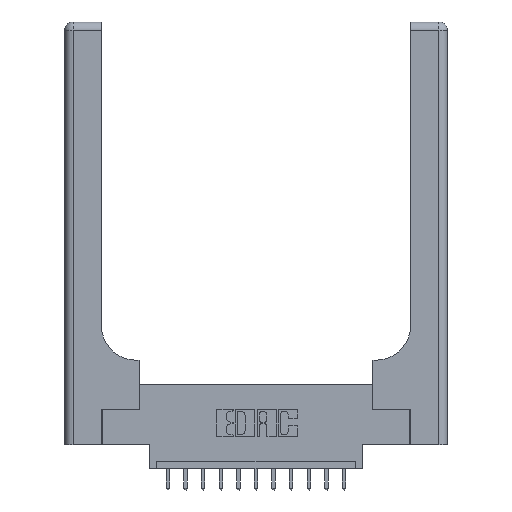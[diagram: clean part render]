
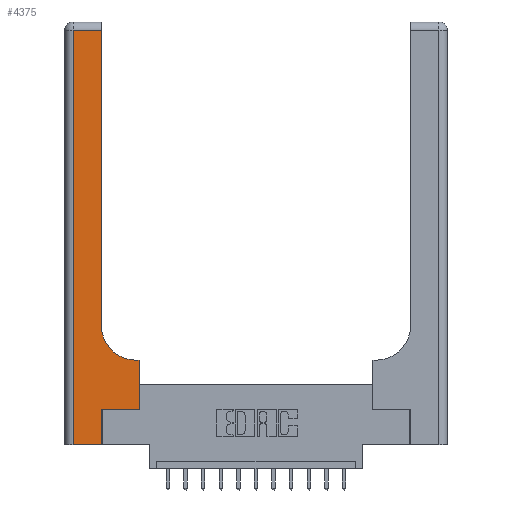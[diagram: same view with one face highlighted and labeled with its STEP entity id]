
A CAD part, top view. The second image highlights one B-rep face of the part: STEP entity #4375.
In plain terms, the highlighted planar face has unit normal (0, 0, 1).
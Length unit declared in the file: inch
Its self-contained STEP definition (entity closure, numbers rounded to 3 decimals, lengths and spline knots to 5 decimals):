
#111 = VERTEX_POINT ( 'NONE', #8763 ) ;
#245 = CARTESIAN_POINT ( 'NONE',  ( 0.06, 3., 0.37 ) ) ;
#431 = DIRECTION ( 'NONE',  ( 1., 0., 0. ) ) ;
#890 = ORIENTED_EDGE ( 'NONE', *, *, #8288, .T. ) ;
#1185 = VECTOR ( 'NONE', #6527, 39.37008 ) ;
#1373 = LINE ( 'NONE', #5173, #1185 ) ;
#1453 = CARTESIAN_POINT ( 'NONE',  ( 0., 3., 0.37 ) ) ;
#1700 = DIRECTION ( 'NONE',  ( 0., 0., -1. ) ) ;
#1853 = CARTESIAN_POINT ( 'NONE',  ( 0.51, 0.6, 0.37 ) ) ;
#1931 = VECTOR ( 'NONE', #9900, 39.37008 ) ;
#2012 = EDGE_CURVE ( 'NONE', #11079, #111, #4383, .T. ) ;
#2113 = EDGE_CURVE ( 'NONE', #111, #6177, #3125, .T. ) ;
#2272 = VERTEX_POINT ( 'NONE', #5866 ) ;
#2505 = ORIENTED_EDGE ( 'NONE', *, *, #6144, .T. ) ;
#2713 = CARTESIAN_POINT ( 'NONE',  ( 0.06, 0., 0.37 ) ) ;
#2841 = EDGE_CURVE ( 'NONE', #6177, #12455, #12948, .T. ) ;
#2883 = DIRECTION ( 'NONE',  ( 0., -1., 0. ) ) ;
#2952 = AXIS2_PLACEMENT_3D ( 'NONE', #5925, #1700, #431 ) ;
#3125 = LINE ( 'NONE', #8295, #4904 ) ;
#3198 = ORIENTED_EDGE ( 'NONE', *, *, #12968, .T. ) ;
#4260 = ORIENTED_EDGE ( 'NONE', *, *, #2841, .T. ) ;
#4375 = ADVANCED_FACE ( 'NONE', ( #8136 ), #6862, .F. ) ;
#4383 = LINE ( 'NONE', #5488, #7607 ) ;
#4473 = CARTESIAN_POINT ( 'NONE',  ( 0., 2.94, 0.37 ) ) ;
#4730 = LINE ( 'NONE', #4473, #1931 ) ;
#4904 = VECTOR ( 'NONE', #6390, 39.37008 ) ;
#5053 = DIRECTION ( 'NONE',  ( 1., 0., 0. ) ) ;
#5173 = CARTESIAN_POINT ( 'NONE',  ( 0.26, 3., 0.37 ) ) ;
#5488 = CARTESIAN_POINT ( 'NONE',  ( 0.528, 0.25, 0.37 ) ) ;
#5704 = ORIENTED_EDGE ( 'NONE', *, *, #2113, .T. ) ;
#5866 = CARTESIAN_POINT ( 'NONE',  ( 0.06, 2.94, 0.37 ) ) ;
#5925 = CARTESIAN_POINT ( 'NONE',  ( 0.51, 0.85, 0.37 ) ) ;
#6125 = VERTEX_POINT ( 'NONE', #11004 ) ;
#6132 = VECTOR ( 'NONE', #8702, 39.37008 ) ;
#6144 = EDGE_CURVE ( 'NONE', #13632, #2272, #4730, .T. ) ;
#6177 = VERTEX_POINT ( 'NONE', #1853 ) ;
#6390 = DIRECTION ( 'NONE',  ( -1., 0., 0. ) ) ;
#6527 = DIRECTION ( 'NONE',  ( 0., 1., 0. ) ) ;
#6597 = ORIENTED_EDGE ( 'NONE', *, *, #7681, .T. ) ;
#6862 = PLANE ( 'NONE',  #9223 ) ;
#6993 = VERTEX_POINT ( 'NONE', #2713 ) ;
#7534 = CARTESIAN_POINT ( 'NONE',  ( 0., 0., 0.37 ) ) ;
#7607 = VECTOR ( 'NONE', #13217, 39.37008 ) ;
#7681 = EDGE_CURVE ( 'NONE', #14232, #6125, #16646, .T. ) ;
#7734 = VECTOR ( 'NONE', #2883, 39.37008 ) ;
#8136 = FACE_OUTER_BOUND ( 'NONE', #16651, .T. ) ;
#8221 = DIRECTION ( 'NONE',  ( 0., 0., -1. ) ) ;
#8288 = EDGE_CURVE ( 'NONE', #12455, #13632, #1373, .T. ) ;
#8295 = CARTESIAN_POINT ( 'NONE',  ( 0.26, 0.6, 0.37 ) ) ;
#8632 = CARTESIAN_POINT ( 'NONE',  ( 0.26, 0.85, 0.37 ) ) ;
#8702 = DIRECTION ( 'NONE',  ( 1., 0., 0. ) ) ;
#8763 = CARTESIAN_POINT ( 'NONE',  ( 0.528, 0.6, 0.37 ) ) ;
#9223 = AXIS2_PLACEMENT_3D ( 'NONE', #1453, #8221, #14483 ) ;
#9323 = ORIENTED_EDGE ( 'NONE', *, *, #14170, .T. ) ;
#9809 = LINE ( 'NONE', #7534, #6132 ) ;
#9900 = DIRECTION ( 'NONE',  ( -1., 0., 0. ) ) ;
#10060 = LINE ( 'NONE', #15380, #16425 ) ;
#10220 = DIRECTION ( 'NONE',  ( 0., 1., 0. ) ) ;
#11004 = CARTESIAN_POINT ( 'NONE',  ( 0.265, 0.25, 0.37 ) ) ;
#11079 = VERTEX_POINT ( 'NONE', #16609 ) ;
#11135 = EDGE_CURVE ( 'NONE', #2272, #6993, #11691, .T. ) ;
#11457 = VECTOR ( 'NONE', #10220, 39.37008 ) ;
#11691 = LINE ( 'NONE', #245, #7734 ) ;
#12455 = VERTEX_POINT ( 'NONE', #8632 ) ;
#12914 = CARTESIAN_POINT ( 'NONE',  ( 0.265, 0., 0.37 ) ) ;
#12948 = CIRCLE ( 'NONE', #2952, 0.25 ) ;
#12968 = EDGE_CURVE ( 'NONE', #6125, #11079, #10060, .T. ) ;
#13217 = DIRECTION ( 'NONE',  ( 0., 1., 0. ) ) ;
#13632 = VERTEX_POINT ( 'NONE', #15788 ) ;
#14170 = EDGE_CURVE ( 'NONE', #6993, #14232, #9809, .T. ) ;
#14232 = VERTEX_POINT ( 'NONE', #14284 ) ;
#14284 = CARTESIAN_POINT ( 'NONE',  ( 0.265, 0., 0.37 ) ) ;
#14483 = DIRECTION ( 'NONE',  ( -1., 0., 0. ) ) ;
#14733 = ORIENTED_EDGE ( 'NONE', *, *, #2012, .T. ) ;
#15380 = CARTESIAN_POINT ( 'NONE',  ( 0.265, 0.25, 0.37 ) ) ;
#15788 = CARTESIAN_POINT ( 'NONE',  ( 0.26, 2.94, 0.37 ) ) ;
#16425 = VECTOR ( 'NONE', #5053, 39.37008 ) ;
#16609 = CARTESIAN_POINT ( 'NONE',  ( 0.528, 0.25, 0.37 ) ) ;
#16646 = LINE ( 'NONE', #12914, #11457 ) ;
#16651 = EDGE_LOOP ( 'NONE', ( #890, #2505, #16690, #9323, #6597, #3198, #14733, #5704, #4260 ) ) ;
#16690 = ORIENTED_EDGE ( 'NONE', *, *, #11135, .T. ) ;
